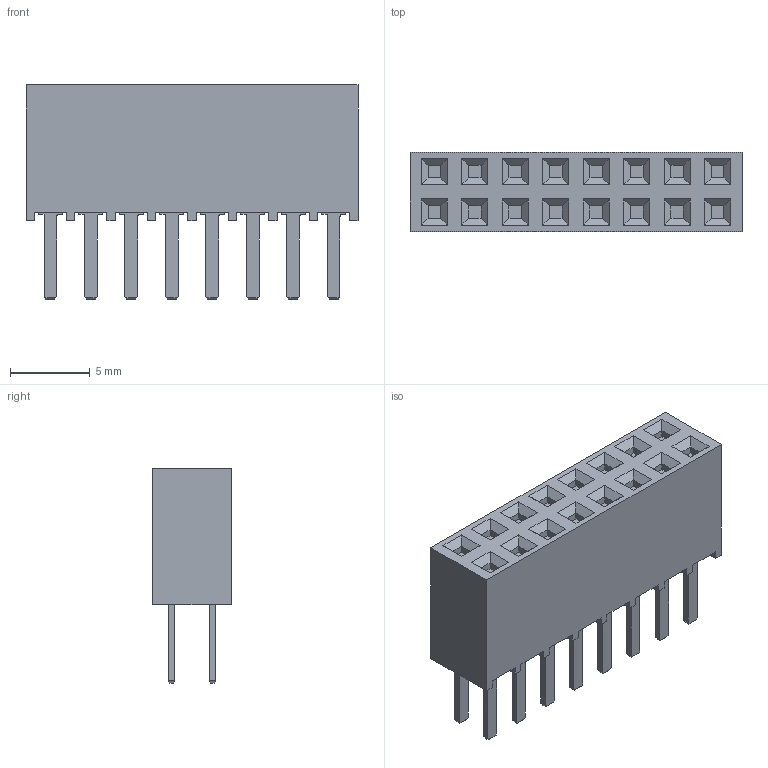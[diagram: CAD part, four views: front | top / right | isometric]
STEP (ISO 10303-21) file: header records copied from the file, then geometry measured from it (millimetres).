
FILE_DESCRIPTION((''),'2;1');
FILE_NAME('SAMTEC_SSW-108-02-L-D.stp','2013-03-27T08:57:20',(''),(''),'Mechanical Desktop 2011','Mechanical Desktop 2011',', , ');
FILE_SCHEMA(('AUTOMOTIVE_DESIGN { 1 2 10303 214 1 1 1 1 }'));
Length unit declared in the file: millimetre
Products named in the file (1): Product
Bounding box: 20.83 x 4.95 x 13.44 mm (x, y, z)
Volume: 853.9 mm3; surface area: 1769 mm2
Topology: 18 solids, 18 shells, 430 faces, 1132 edges, 724 vertices
Faces by surface type: plane 408, cylinder 16, bspline 6
Entity records: 13026 total; most frequent: CARTESIAN_POINT 2305, ORIENTED_EDGE 2264, DIRECTION 2014, EDGE_CURVE 1132, VECTOR 1100, LINE 1100, VERTEX_POINT 724, EDGE_LOOP 462
